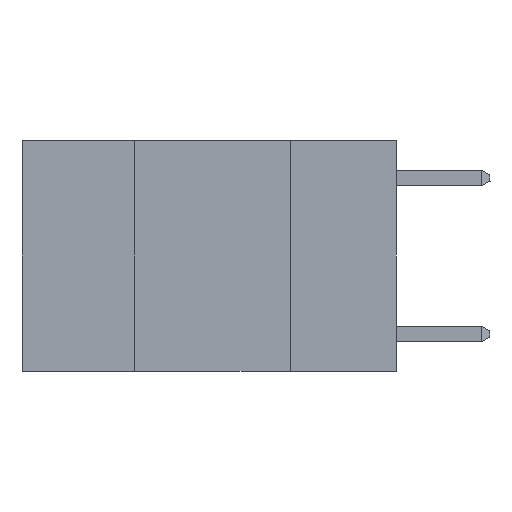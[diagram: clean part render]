
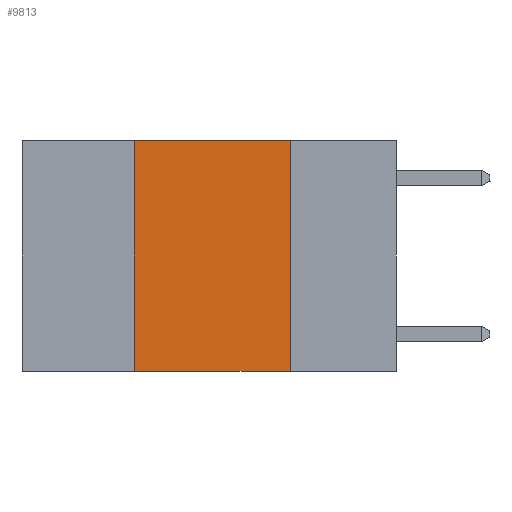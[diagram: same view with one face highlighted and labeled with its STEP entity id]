
A CAD part, left-side view. The second image highlights one B-rep face of the part: STEP entity #9813.
In plain terms, the highlighted planar face has unit normal (-1, 0, 0).
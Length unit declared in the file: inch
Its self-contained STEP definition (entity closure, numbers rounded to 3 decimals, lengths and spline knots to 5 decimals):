
#541 = CARTESIAN_POINT ( 'NONE',  ( 0., 0.42, -0.37 ) ) ;
#1513 = DIRECTION ( 'NONE',  ( 0., -1., 0. ) ) ;
#2412 = CARTESIAN_POINT ( 'NONE',  ( 0., 0.17, -0.37 ) ) ;
#2555 = VECTOR ( 'NONE', #1513, 39.37008 ) ;
#3725 = EDGE_CURVE ( 'NONE', #7764, #15800, #17155, .T. ) ;
#4333 = ORIENTED_EDGE ( 'NONE', *, *, #11181, .T. ) ;
#4639 = FACE_OUTER_BOUND ( 'NONE', #14347, .T. ) ;
#4731 = DIRECTION ( 'NONE',  ( 0., -1., 0. ) ) ;
#4986 = ORIENTED_EDGE ( 'NONE', *, *, #3725, .F. ) ;
#5278 = DIRECTION ( 'NONE',  ( 0., 0., -1. ) ) ;
#5388 = LINE ( 'NONE', #11921, #8511 ) ;
#6015 = LINE ( 'NONE', #10727, #2555 ) ;
#6338 = EDGE_CURVE ( 'NONE', #15800, #13052, #5388, .T. ) ;
#7764 = VERTEX_POINT ( 'NONE', #11186 ) ;
#7950 = CARTESIAN_POINT ( 'NONE',  ( 0., 0.42, 0. ) ) ;
#8294 = VERTEX_POINT ( 'NONE', #541 ) ;
#8511 = VECTOR ( 'NONE', #5278, 39.37008 ) ;
#9089 = DIRECTION ( 'NONE',  ( 0., 0., -1. ) ) ;
#9301 = DIRECTION ( 'NONE',  ( 0., 0., 1. ) ) ;
#9408 = ORIENTED_EDGE ( 'NONE', *, *, #12473, .F. ) ;
#9813 = ADVANCED_FACE ( 'NONE', ( #4639 ), #14414, .F. ) ;
#10521 = CARTESIAN_POINT ( 'NONE',  ( 0., 0.17, 0. ) ) ;
#10609 = AXIS2_PLACEMENT_3D ( 'NONE', #13053, #17071, #9089 ) ;
#10727 = CARTESIAN_POINT ( 'NONE',  ( 0., 0.6, -0.37 ) ) ;
#11181 = EDGE_CURVE ( 'NONE', #8294, #13052, #6015, .T. ) ;
#11186 = CARTESIAN_POINT ( 'NONE',  ( 0., 0.42, 0. ) ) ;
#11360 = CARTESIAN_POINT ( 'NONE',  ( 0., 0.6, 0. ) ) ;
#11921 = CARTESIAN_POINT ( 'NONE',  ( 0., 0.17, 0. ) ) ;
#12473 = EDGE_CURVE ( 'NONE', #8294, #7764, #13926, .T. ) ;
#13052 = VERTEX_POINT ( 'NONE', #2412 ) ;
#13053 = CARTESIAN_POINT ( 'NONE',  ( 0., 0.6, 0. ) ) ;
#13499 = VECTOR ( 'NONE', #9301, 39.37008 ) ;
#13612 = ORIENTED_EDGE ( 'NONE', *, *, #6338, .F. ) ;
#13629 = VECTOR ( 'NONE', #4731, 39.37008 ) ;
#13926 = LINE ( 'NONE', #7950, #13499 ) ;
#14347 = EDGE_LOOP ( 'NONE', ( #13612, #4986, #9408, #4333 ) ) ;
#14414 = PLANE ( 'NONE',  #10609 ) ;
#15800 = VERTEX_POINT ( 'NONE', #10521 ) ;
#17071 = DIRECTION ( 'NONE',  ( 1., 0., 0. ) ) ;
#17155 = LINE ( 'NONE', #11360, #13629 ) ;
